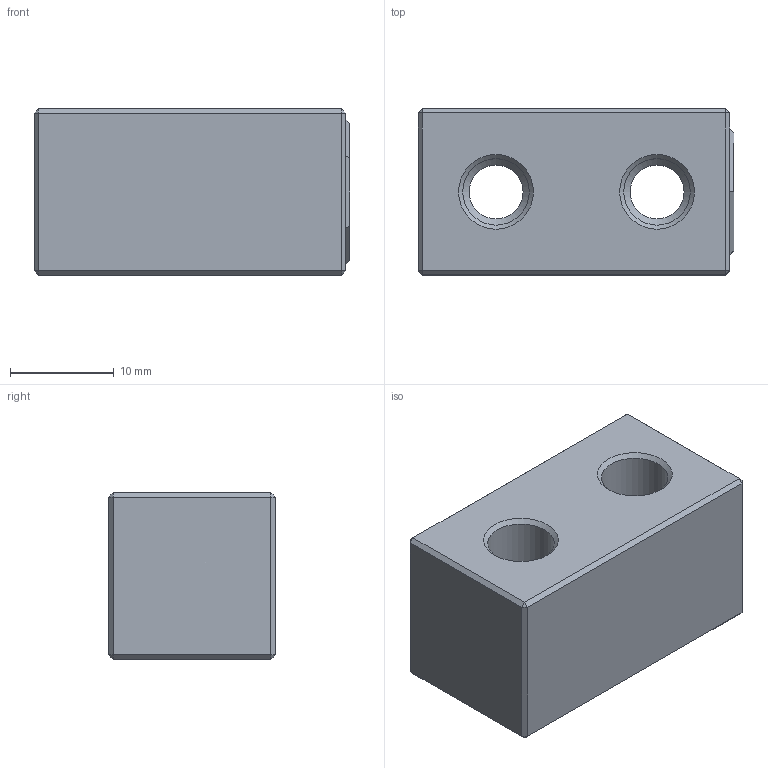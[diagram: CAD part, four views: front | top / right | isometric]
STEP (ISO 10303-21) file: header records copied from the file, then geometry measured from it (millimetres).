
FILE_DESCRIPTION(/* description */ (''),/* implementation_level */ '2;1');
FILE_NAME(/* name */ 'Fystec M5 Insert Nut Block v4.step',/* time_stamp */ '2022-12-09T10:54:02-05:00',/* author */ (''),/* organization */ (''),/* preprocessor_version */ 'ST-DEVELOPER v19',/* originating_system */ 'Autodesk Translation Framework v11.7.0.108',/* authorisation */ '');
FILE_SCHEMA (('AUTOMOTIVE_DESIGN { 1 0 10303 214 3 1 1 }'));
Length unit declared in the file: millimetre
Products named in the file (1): Fystec M5 Insert Nut Block
Bounding box: 30.4 x 16 x 16 mm (x, y, z)
Volume: 6762.4 mm3; surface area: 2878.8 mm2
Topology: 1 solids, 1 shells, 62 faces, 134 edges, 78 vertices
Faces by surface type: plane 48, cone 8, cylinder 6
Full cylindrical faces by diameter (mm): 5.2 x2, 6.4 x4
Entity records: 1665 total; most frequent: DIRECTION 278, CARTESIAN_POINT 275, ORIENTED_EDGE 268, EDGE_CURVE 134, LINE 116, VECTOR 116, AXIS2_PLACEMENT_3D 81, VERTEX_POINT 78
